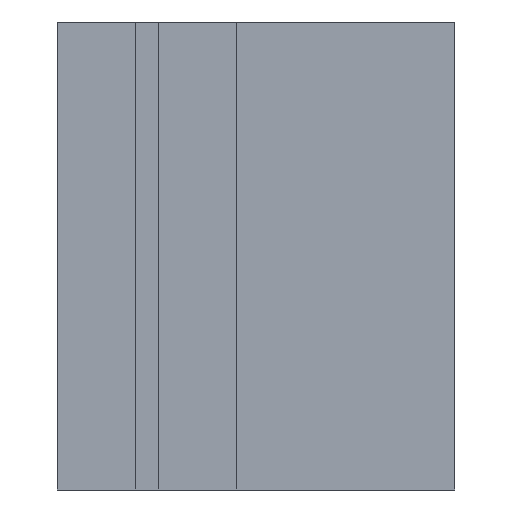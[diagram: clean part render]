
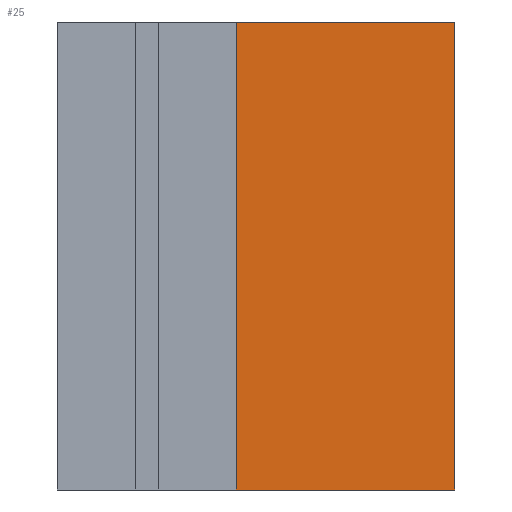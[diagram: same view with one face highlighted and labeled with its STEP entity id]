
A CAD part, left-side view. The second image highlights one B-rep face of the part: STEP entity #25.
In plain terms, the highlighted planar face has unit normal (-1, 0, 0).
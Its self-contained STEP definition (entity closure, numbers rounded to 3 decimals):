
#25=ADVANCED_FACE('',(#45),#309,.T.);
#45=FACE_OUTER_BOUND('',#65,.T.);
#65=EDGE_LOOP('',(#102,#103,#104,#105));
#102=ORIENTED_EDGE('',*,*,#182,.T.);
#103=ORIENTED_EDGE('',*,*,#196,.T.);
#104=ORIENTED_EDGE('',*,*,#190,.T.);
#105=ORIENTED_EDGE('',*,*,#195,.T.);
#182=EDGE_CURVE('',#278,#277,#230,.T.);
#190=EDGE_CURVE('',#286,#285,#238,.T.);
#195=EDGE_CURVE('',#285,#278,#243,.T.);
#196=EDGE_CURVE('',#277,#286,#244,.T.);
#230=B_SPLINE_CURVE_WITH_KNOTS('',1,(#453,#454),.UNSPECIFIED.,.F.,.F.,(2,
2),(-0.385,2.846),.UNSPECIFIED.);
#238=B_SPLINE_CURVE_WITH_KNOTS('',1,(#469,#470),.UNSPECIFIED.,.F.,.F.,(2,
2),(-20.768,-17.537),.UNSPECIFIED.);
#243=B_SPLINE_CURVE_WITH_KNOTS('',1,(#479,#480),.UNSPECIFIED.,.F.,.F.,(2,
2),(-48.001,-18.001),.UNSPECIFIED.);
#244=B_SPLINE_CURVE_WITH_KNOTS('',1,(#481,#482),.UNSPECIFIED.,.F.,.F.,(2,
2),(3.001,33.001),.UNSPECIFIED.);
#277=VERTEX_POINT('',#432);
#278=VERTEX_POINT('',#433);
#285=VERTEX_POINT('',#440);
#286=VERTEX_POINT('',#441);
#309=PLANE('',#370);
#370=AXIS2_PLACEMENT_3D('',#422,#396,$);
#396=DIRECTION('',(-1.,0.,0.));
#422=CARTESIAN_POINT('',(-5.,-39.304,-63.001));
#432=CARTESIAN_POINT('',(-5.,-19.,-30.));
#433=CARTESIAN_POINT('',(-5.,-5.,-30.));
#440=CARTESIAN_POINT('',(-5.,-5.,0.));
#441=CARTESIAN_POINT('',(-5.,-19.,0.));
#453=CARTESIAN_POINT('',(-5.,-5.,-30.));
#454=CARTESIAN_POINT('',(-5.,-19.,-30.));
#469=CARTESIAN_POINT('',(-5.,-19.,0.));
#470=CARTESIAN_POINT('',(-5.,-5.,0.));
#479=CARTESIAN_POINT('',(-5.,-5.,0.));
#480=CARTESIAN_POINT('',(-5.,-5.,-30.));
#481=CARTESIAN_POINT('',(-5.,-19.,-30.));
#482=CARTESIAN_POINT('',(-5.,-19.,0.));
